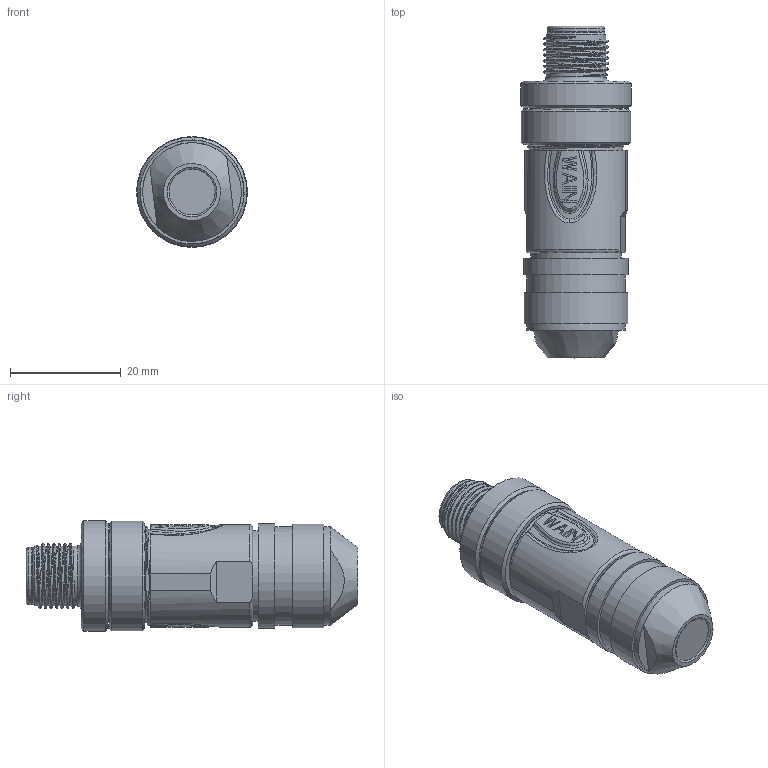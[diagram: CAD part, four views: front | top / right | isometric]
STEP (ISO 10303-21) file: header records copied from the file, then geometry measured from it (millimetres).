
FILE_DESCRIPTION(/* description */ (''),/* implementation_level */ '2;1');
FILE_NAME(/* name */ '3D_1630054112001_M12-M05A-T-D6-SH_V1.1_stp.stp',/* time_stamp */ '2024-01-30T12:55:21+08:00',/* author */ (''),/* organization */ (''),/* preprocessor_version */ 'ST-DEVELOPER v18.1',/* originating_system */ 'SIEMENS PLM Software NX 1980',/* authorisation */ '');
FILE_SCHEMA (('MODEL_BASED_INTEGRATED_MANUFACTURING_SCHEMA'));
Length unit declared in the file: millimetre
Products named in the file (1): 3D_1630054112001_M12-M05A-T-D6-SH_V1.1_stp
Bounding box: 20 x 59.9 x 20 mm (x, y, z)
Volume: 13517.2 mm3; surface area: 5306.8 mm2
Topology: 1 solids, 2 shells, 251 faces, 656 edges, 438 vertices
Faces by surface type: plane 133, cylinder 57, bspline 26, cone 20, torus 8, sphere 5, extrusion 2
Full cylindrical faces by diameter (mm): 1 x5, 9.5 x1, 9.64 x2, 10.4 x1, 10.82 x7, 16.414 x1, 16.724 x1, 17.8 x2, 18.782 x1, 18.8 x1, 19.8 x1, 20 x1
Entity records: 12145 total; most frequent: CARTESIAN_POINT 6877, ORIENTED_EDGE 1136, DIRECTION 918, EDGE_CURVE 568, VERTEX_POINT 397, AXIS2_PLACEMENT_3D 356, EDGE_LOOP 315, ADVANCED_FACE 245
